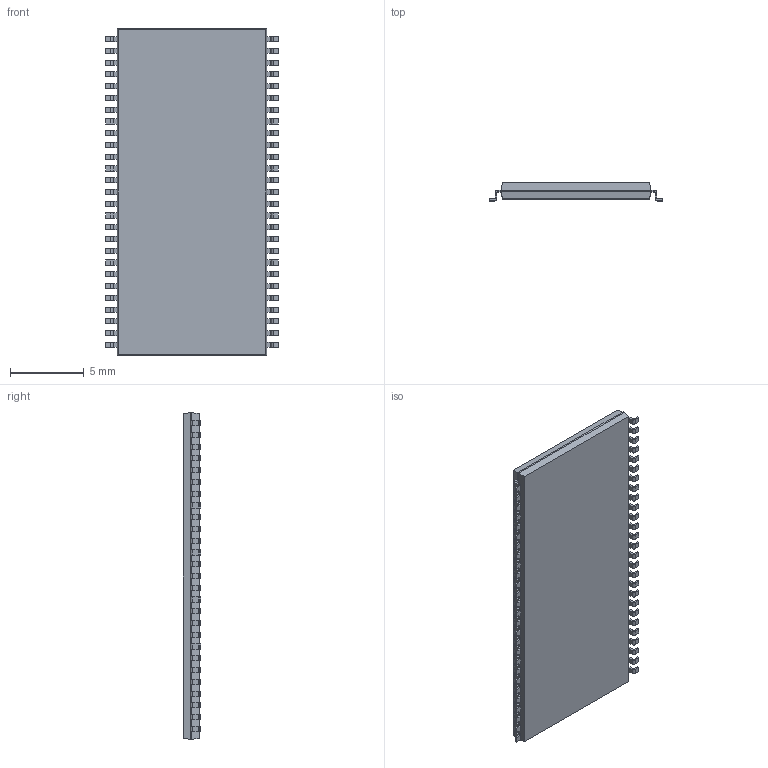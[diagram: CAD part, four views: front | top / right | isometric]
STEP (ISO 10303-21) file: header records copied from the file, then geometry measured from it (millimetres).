
FILE_DESCRIPTION (( 'STEP AP214' ), '1' );
FILE_NAME ('AS4C32M16SB-7TCN.STEP', '2020-12-18T11:49:38', ( '' ), ( '' ), 'SwSTEP 2.0', 'SolidWorks 2018', '' );
FILE_SCHEMA (( 'AUTOMOTIVE_DESIGN' ));
Length unit declared in the file: millimetre
Products named in the file (1): AS4C32M16SB-7TCN
Bounding box: 11.76 x 1.2 x 22.22 mm (x, y, z)
Volume: 244.4 mm3; surface area: 582.2 mm2
Topology: 55 solids, 55 shells, 770 faces, 1972 edges, 1312 vertices
Faces by surface type: plane 554, cylinder 216
Entity records: 23764 total; most frequent: CARTESIAN_POINT 4055, DIRECTION 3946, ORIENTED_EDGE 3944, EDGE_CURVE 1972, LINE 1540, VECTOR 1540, VERTEX_POINT 1312, AXIS2_PLACEMENT_3D 1203
